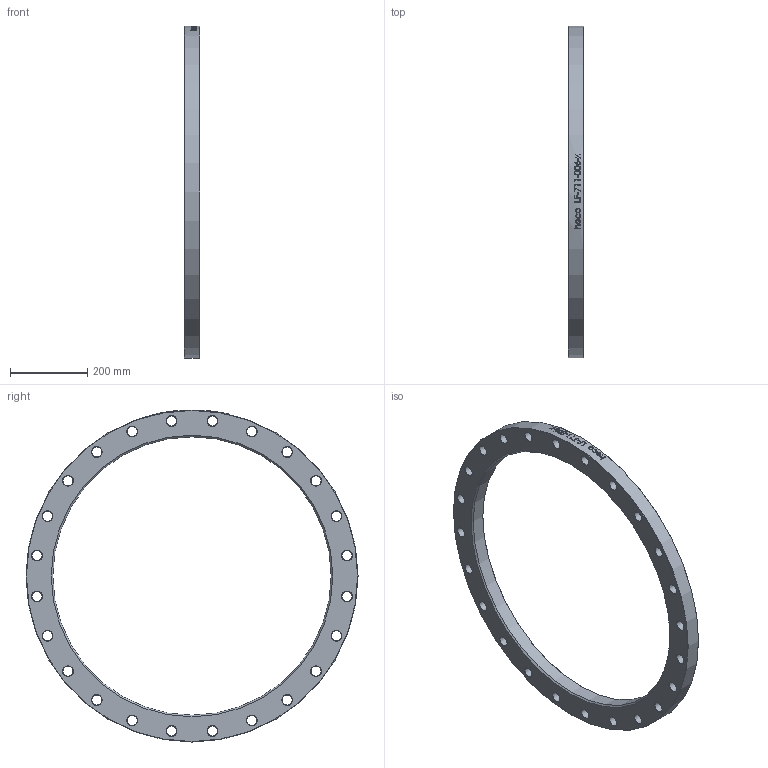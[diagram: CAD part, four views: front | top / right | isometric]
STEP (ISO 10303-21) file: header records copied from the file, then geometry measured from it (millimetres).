
FILE_DESCRIPTION (( 'STEP AP214' ), '1' );
FILE_NAME ('LF-711-006-x Loser Flansch 2101.STEP', '2021-01-14T10:55:35', ( '' ), ( '' ), 'SwSTEP 2.0', 'SolidWorks 2019', '' );
FILE_SCHEMA (( 'AUTOMOTIVE_DESIGN' ));
Length unit declared in the file: millimetre
Products named in the file (1): LF-711-006-x Loser Flansch 2101
Bounding box: 40 x 860 x 860 mm (x, y, z)
Volume: 6351604.8 mm3; surface area: 584659.1 mm2
Topology: 1 solids, 1 shells, 101 faces, 344 edges, 266 vertices
Faces by surface type: cone 52, cylinder 47, plane 2
Full cylindrical faces by diameter (mm): 26 x24, 721 x1, 860 x1
Entity records: 7090 total; most frequent: CARTESIAN_POINT 4215, DIRECTION 498, ORIENTED_EDGE 480, EDGE_LOOP 250, EDGE_CURVE 240, VERTEX_POINT 240, AXIS2_PLACEMENT_3D 237, CIRCLE 135
